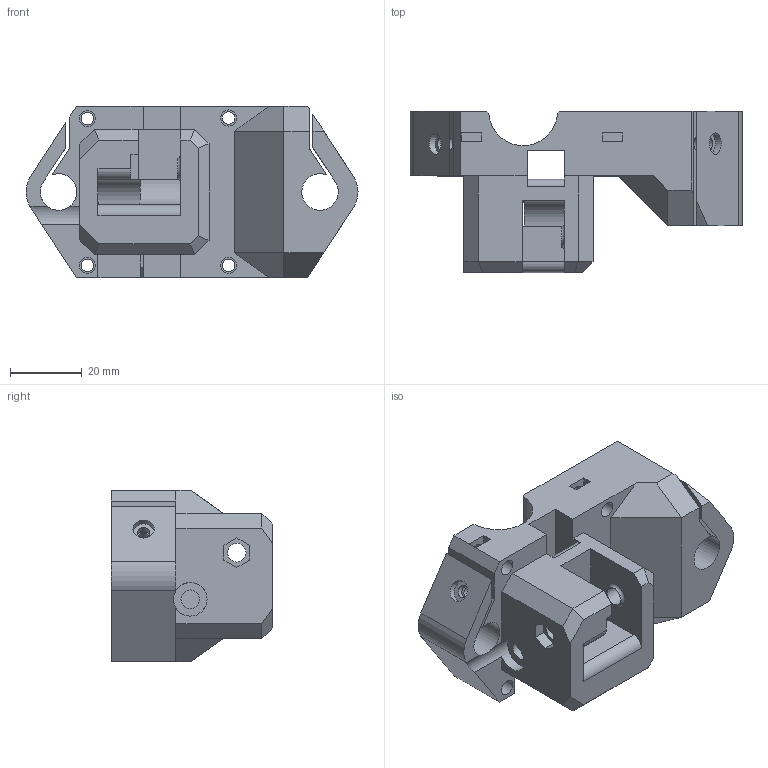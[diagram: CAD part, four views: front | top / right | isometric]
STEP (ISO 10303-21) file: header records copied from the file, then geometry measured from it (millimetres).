
FILE_DESCRIPTION(/* description */ (''),/* implementation_level */ '2;1');
FILE_NAME(/* name */ 'Chariot Y Left poulie bore 5mm.step',/* time_stamp */ '2021-02-20T22:58:21+01:00',/* author */ (''),/* organization */ (''),/* preprocessor_version */ 'ST-DEVELOPER v18.1',/* originating_system */ 'Autodesk Translation Framework v9.7.0.1280',/* authorisation */ '');
FILE_SCHEMA (('AUTOMOTIVE_DESIGN { 1 0 10303 214 3 1 1 }'));
Length unit declared in the file: millimetre
Products named in the file (1): Chariot Y Left poulie bore 5mm
Bounding box: 92.7 x 45 x 48 mm (x, y, z)
Volume: 84261.5 mm3; surface area: 25644.1 mm2
Topology: 1 solids, 1 shells, 163 faces, 431 edges, 284 vertices
Faces by surface type: plane 123, cylinder 37, torus 3
Full cylindrical faces by diameter (mm): 3.5 x14, 4.5 x4, 5.2 x4, 6 x2, 9.4 x1, 9.6 x1
Entity records: 5135 total; most frequent: CARTESIAN_POINT 889, ORIENTED_EDGE 862, DIRECTION 848, EDGE_CURVE 431, LINE 340, VECTOR 340, VERTEX_POINT 284, AXIS2_PLACEMENT_3D 254
